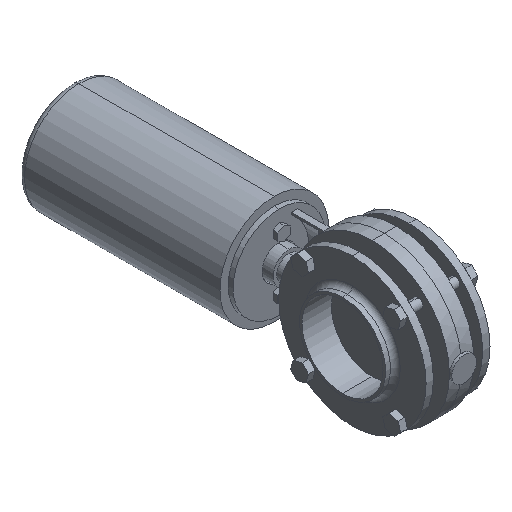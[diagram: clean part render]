
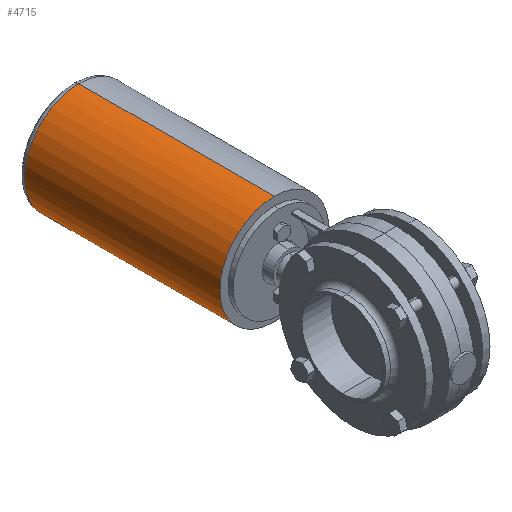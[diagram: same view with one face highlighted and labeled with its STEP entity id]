
A CAD part, isometric view. The second image highlights one B-rep face of the part: STEP entity #4715.
In plain terms, the highlighted cylindrical face has radius 44.25 mm (diameter 88.5 mm), a partial arc.
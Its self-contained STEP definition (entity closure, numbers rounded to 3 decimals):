
#321 = CARTESIAN_POINT ( 'NONE',  ( 0., 0., 0. ) ) ;
#417 = CIRCLE ( 'NONE', #2715, 44.25 ) ;
#900 = DIRECTION ( 'NONE',  ( 0., -1., 0. ) ) ;
#903 = CIRCLE ( 'NONE', #5463, 44.25 ) ;
#1259 = DIRECTION ( 'NONE',  ( 0., -1., 0. ) ) ;
#1354 = VECTOR ( 'NONE', #5189, 1000. ) ;
#1518 = EDGE_CURVE ( 'NONE', #4693, #1873, #417, .T. ) ;
#1791 = CARTESIAN_POINT ( 'NONE',  ( 0., 0., 44.25 ) ) ;
#1873 = VERTEX_POINT ( 'NONE', #4450 ) ;
#2026 = ORIENTED_EDGE ( 'NONE', *, *, #3026, .F. ) ;
#2039 = CARTESIAN_POINT ( 'NONE',  ( 0., 159., 0. ) ) ;
#2345 = CYLINDRICAL_SURFACE ( 'NONE', #3156, 44.25 ) ;
#2618 = VERTEX_POINT ( 'NONE', #1791 ) ;
#2668 = ORIENTED_EDGE ( 'NONE', *, *, #3793, .T. ) ;
#2715 = AXIS2_PLACEMENT_3D ( 'NONE', #2039, #3800, #2915 ) ;
#2915 = DIRECTION ( 'NONE',  ( 0., 0., 1. ) ) ;
#3026 = EDGE_CURVE ( 'NONE', #4693, #2618, #4779, .T. ) ;
#3156 = AXIS2_PLACEMENT_3D ( 'NONE', #5513, #1259, #5121 ) ;
#3186 = EDGE_LOOP ( 'NONE', ( #2026, #3537, #2668, #4033 ) ) ;
#3272 = CARTESIAN_POINT ( 'NONE',  ( 0., 0., -44.25 ) ) ;
#3440 = CARTESIAN_POINT ( 'NONE',  ( 0., 164., -44.25 ) ) ;
#3537 = ORIENTED_EDGE ( 'NONE', *, *, #1518, .T. ) ;
#3701 = FACE_OUTER_BOUND ( 'NONE', #3186, .T. ) ;
#3793 = EDGE_CURVE ( 'NONE', #1873, #4422, #4970, .T. ) ;
#3800 = DIRECTION ( 'NONE',  ( 0., -1., 0. ) ) ;
#4033 = ORIENTED_EDGE ( 'NONE', *, *, #5225, .T. ) ;
#4230 = CARTESIAN_POINT ( 'NONE',  ( 0., 159., 44.25 ) ) ;
#4422 = VERTEX_POINT ( 'NONE', #3272 ) ;
#4450 = CARTESIAN_POINT ( 'NONE',  ( 0., 159., -44.25 ) ) ;
#4693 = VERTEX_POINT ( 'NONE', #4230 ) ;
#4701 = VECTOR ( 'NONE', #900, 1000. ) ;
#4715 = ADVANCED_FACE ( 'NONE', ( #3701 ), #2345, .T. ) ;
#4779 = LINE ( 'NONE', #5539, #1354 ) ;
#4960 = DIRECTION ( 'NONE',  ( 0., 1., 0. ) ) ;
#4970 = LINE ( 'NONE', #3440, #4701 ) ;
#4986 = DIRECTION ( 'NONE',  ( 0., 0., 1. ) ) ;
#5121 = DIRECTION ( 'NONE',  ( 0., 0., -1. ) ) ;
#5189 = DIRECTION ( 'NONE',  ( 0., -1., 0. ) ) ;
#5225 = EDGE_CURVE ( 'NONE', #4422, #2618, #903, .T. ) ;
#5463 = AXIS2_PLACEMENT_3D ( 'NONE', #321, #4960, #4986 ) ;
#5513 = CARTESIAN_POINT ( 'NONE',  ( 0., 164., 0. ) ) ;
#5539 = CARTESIAN_POINT ( 'NONE',  ( 0., 164., 44.25 ) ) ;
